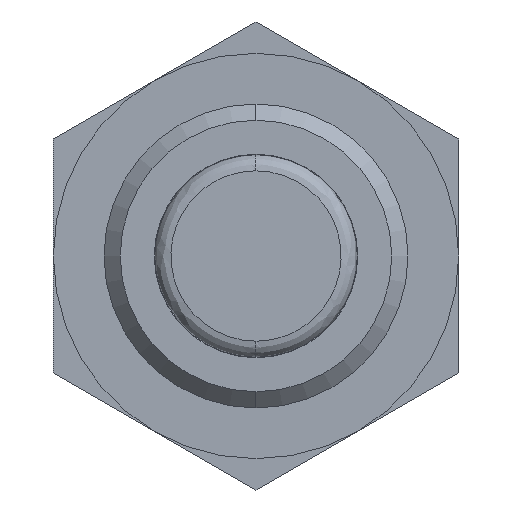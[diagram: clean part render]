
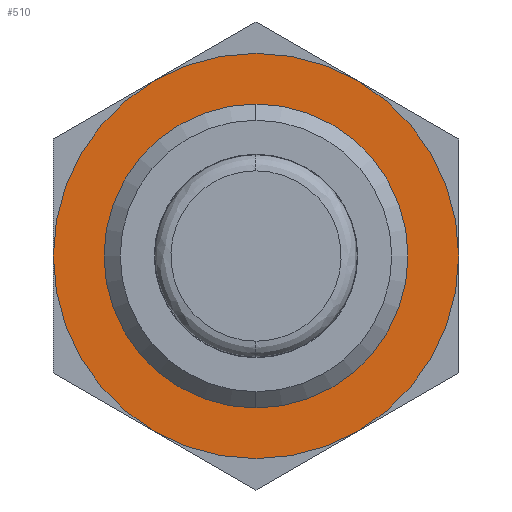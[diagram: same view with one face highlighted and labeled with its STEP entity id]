
A CAD part, left-side view. The second image highlights one B-rep face of the part: STEP entity #510.
In plain terms, the highlighted planar face has unit normal (-1, 0, 0).
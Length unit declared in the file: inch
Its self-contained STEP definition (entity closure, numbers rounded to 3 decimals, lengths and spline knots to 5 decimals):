
#8 = CARTESIAN_POINT ( 'NONE',  ( 0.28, 0., -0.25 ) ) ;
#24 = AXIS2_PLACEMENT_3D ( 'NONE', #437, #1063, #912 ) ;
#34 = ORIENTED_EDGE ( 'NONE', *, *, #584, .F. ) ;
#214 = DIRECTION ( 'NONE',  ( 0., 0., 1. ) ) ;
#280 = EDGE_LOOP ( 'NONE', ( #867, #361 ) ) ;
#302 = DIRECTION ( 'NONE',  ( 0., 0., 1. ) ) ;
#361 = ORIENTED_EDGE ( 'NONE', *, *, #440, .F. ) ;
#367 = AXIS2_PLACEMENT_3D ( 'NONE', #602, #414, #714 ) ;
#399 = CARTESIAN_POINT ( 'NONE',  ( 0.28, 0., 0. ) ) ;
#414 = DIRECTION ( 'NONE',  ( 1., 0., 0. ) ) ;
#418 = FACE_OUTER_BOUND ( 'NONE', #509, .T. ) ;
#437 = CARTESIAN_POINT ( 'NONE',  ( 0.28, 0., 0. ) ) ;
#440 = EDGE_CURVE ( 'NONE', #803, #568, #908, .T. ) ;
#492 = CARTESIAN_POINT ( 'NONE',  ( 0.28, 0., 0.1875 ) ) ;
#495 = CIRCLE ( 'NONE', #367, 0.25 ) ;
#509 = EDGE_LOOP ( 'NONE', ( #34, #887 ) ) ;
#510 = ADVANCED_FACE ( 'NONE', ( #948, #418 ), #834, .F. ) ;
#556 = CARTESIAN_POINT ( 'NONE',  ( 0.28, 0., 0. ) ) ;
#568 = VERTEX_POINT ( 'NONE', #492 ) ;
#575 = DIRECTION ( 'NONE',  ( 0., 0., 1. ) ) ;
#584 = EDGE_CURVE ( 'NONE', #1240, #1108, #495, .T. ) ;
#598 = AXIS2_PLACEMENT_3D ( 'NONE', #399, #1029, #302 ) ;
#602 = CARTESIAN_POINT ( 'NONE',  ( 0.28, 0., 0. ) ) ;
#714 = DIRECTION ( 'NONE',  ( 0., 0., 1. ) ) ;
#764 = EDGE_CURVE ( 'NONE', #1108, #1240, #784, .T. ) ;
#784 = CIRCLE ( 'NONE', #1091, 0.25 ) ;
#803 = VERTEX_POINT ( 'NONE', #1319 ) ;
#834 = PLANE ( 'NONE',  #24 ) ;
#866 = AXIS2_PLACEMENT_3D ( 'NONE', #1260, #1153, #214 ) ;
#867 = ORIENTED_EDGE ( 'NONE', *, *, #1100, .F. ) ;
#881 = DIRECTION ( 'NONE',  ( 1., 0., 0. ) ) ;
#887 = ORIENTED_EDGE ( 'NONE', *, *, #764, .F. ) ;
#908 = CIRCLE ( 'NONE', #866, 0.1875 ) ;
#912 = DIRECTION ( 'NONE',  ( 0., 0., -1. ) ) ;
#948 = FACE_BOUND ( 'NONE', #280, .T. ) ;
#985 = CARTESIAN_POINT ( 'NONE',  ( 0.28, 0., 0.25 ) ) ;
#989 = CIRCLE ( 'NONE', #598, 0.1875 ) ;
#1029 = DIRECTION ( 'NONE',  ( -1., 0., 0. ) ) ;
#1063 = DIRECTION ( 'NONE',  ( 1., 0., 0. ) ) ;
#1091 = AXIS2_PLACEMENT_3D ( 'NONE', #556, #881, #575 ) ;
#1100 = EDGE_CURVE ( 'NONE', #568, #803, #989, .T. ) ;
#1108 = VERTEX_POINT ( 'NONE', #8 ) ;
#1153 = DIRECTION ( 'NONE',  ( -1., 0., 0. ) ) ;
#1240 = VERTEX_POINT ( 'NONE', #985 ) ;
#1260 = CARTESIAN_POINT ( 'NONE',  ( 0.28, 0., 0. ) ) ;
#1319 = CARTESIAN_POINT ( 'NONE',  ( 0.28, 0., -0.1875 ) ) ;
